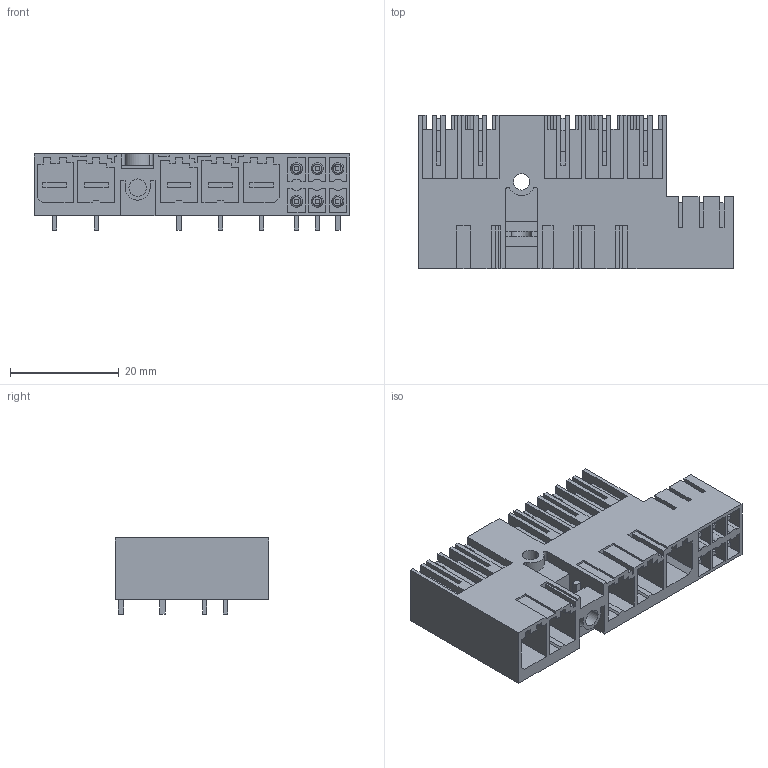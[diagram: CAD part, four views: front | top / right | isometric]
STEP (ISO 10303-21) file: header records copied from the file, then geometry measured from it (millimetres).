
FILE_DESCRIPTION(('CATIA V5 STEP','CAx-IF Rec.Pracs.--- Model Styling and Organization---1.4--- 2014-01-23'),'2;1');
FILE_NAME ('182799-1_1', '2023-09-25T08:21:34+00:00', ('none'), ('Weidmueller'), 'CATIA Version 5-6 Release 2016 SP3 HF44', 'CATIA V5 STEP AP214', 'none');
FILE_SCHEMA(('AUTOMOTIVE_DESIGN { 1 0 10303 214 1 1 1 1 }'));
Length unit declared in the file: millimetre
Products named in the file (1): 2529840000
Bounding box: 58.12 x 28.3 x 14 mm (x, y, z)
Volume: 8691.4 mm3; surface area: 13056.5 mm2
Topology: 12 solids, 12 shells, 862 faces, 2580 edges, 1754 vertices
Faces by surface type: plane 813, cylinder 37, cone 12
Entity records: 27006 total; most frequent: ORIENTED_EDGE 5160, CARTESIAN_POINT 4967, DIRECTION 3614, EDGE_CURVE 2580, VECTOR 2470, LINE 2470, VERTEX_POINT 1754, EDGE_LOOP 900
